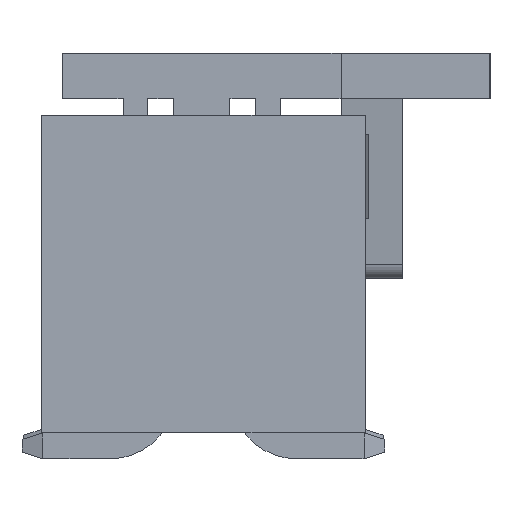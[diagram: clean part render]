
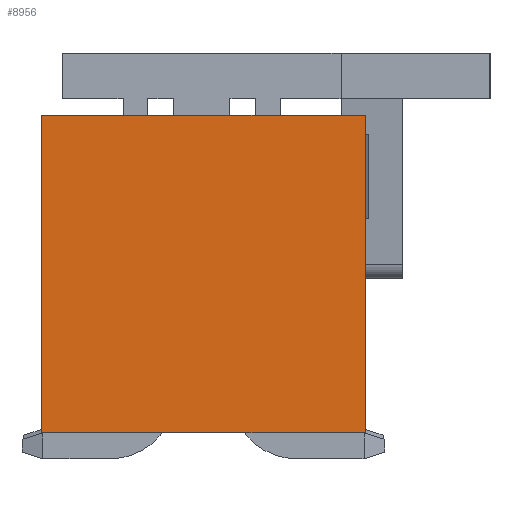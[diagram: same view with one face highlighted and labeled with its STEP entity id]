
A CAD part, left-side view. The second image highlights one B-rep face of the part: STEP entity #8956.
In plain terms, the highlighted planar face has unit normal (-1, 0, 0).
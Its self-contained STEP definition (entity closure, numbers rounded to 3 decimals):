
#1241=ORIENTED_EDGE('',*,*,#2601,.F.);
#1242=ORIENTED_EDGE('',*,*,#2582,.F.);
#1243=ORIENTED_EDGE('',*,*,#2131,.T.);
#1244=ORIENTED_EDGE('',*,*,#2762,.T.);
#2131=EDGE_CURVE('',#3122,#3121,#3759,.T.);
#2582=EDGE_CURVE('',#3122,#3438,#4210,.T.);
#2601=EDGE_CURVE('',#3438,#3445,#4229,.T.);
#2762=EDGE_CURVE('',#3121,#3445,#4390,.T.);
#3121=VERTEX_POINT('',#11252);
#3122=VERTEX_POINT('',#11254);
#3438=VERTEX_POINT('',#12143);
#3445=VERTEX_POINT('',#12170);
#3759=LINE('',#11253,#4741);
#4210=LINE('',#12142,#5192);
#4229=LINE('',#12169,#5211);
#4390=LINE('',#12489,#5372);
#4741=VECTOR('',#9523,1000.);
#5192=VECTOR('',#10218,1000.);
#5211=VECTOR('',#10239,1000.);
#5372=VECTOR('',#10482,1000.);
#5904=EDGE_LOOP('',(#1241,#1242,#1243,#1244));
#6264=FACE_BOUND('',#5904,.T.);
#6599=PLANE('',#9306);
#8956=ADVANCED_FACE('',(#6264),#6599,.T.);
#9306=AXIS2_PLACEMENT_3D('',#12490,#10483,#10484);
#9523=DIRECTION('',(0.,0.,1.));
#10218=DIRECTION('',(0.,1.,0.));
#10239=DIRECTION('',(0.,0.,1.));
#10482=DIRECTION('',(0.,1.,0.));
#10483=DIRECTION('',(-1.,0.,0.));
#10484=DIRECTION('',(0.,0.,1.));
#11252=CARTESIAN_POINT('',(-10.795,-2.5,2.45));
#11253=CARTESIAN_POINT('',(-10.795,-2.5,-2.45));
#11254=CARTESIAN_POINT('',(-10.795,-2.5,-2.45));
#12142=CARTESIAN_POINT('',(-10.795,-2.5,-2.45));
#12143=CARTESIAN_POINT('',(-10.795,2.5,-2.45));
#12169=CARTESIAN_POINT('',(-10.795,2.5,-2.45));
#12170=CARTESIAN_POINT('',(-10.795,2.5,2.45));
#12489=CARTESIAN_POINT('',(-10.795,-2.5,2.45));
#12490=CARTESIAN_POINT('',(-10.795,-2.5,-2.45));
